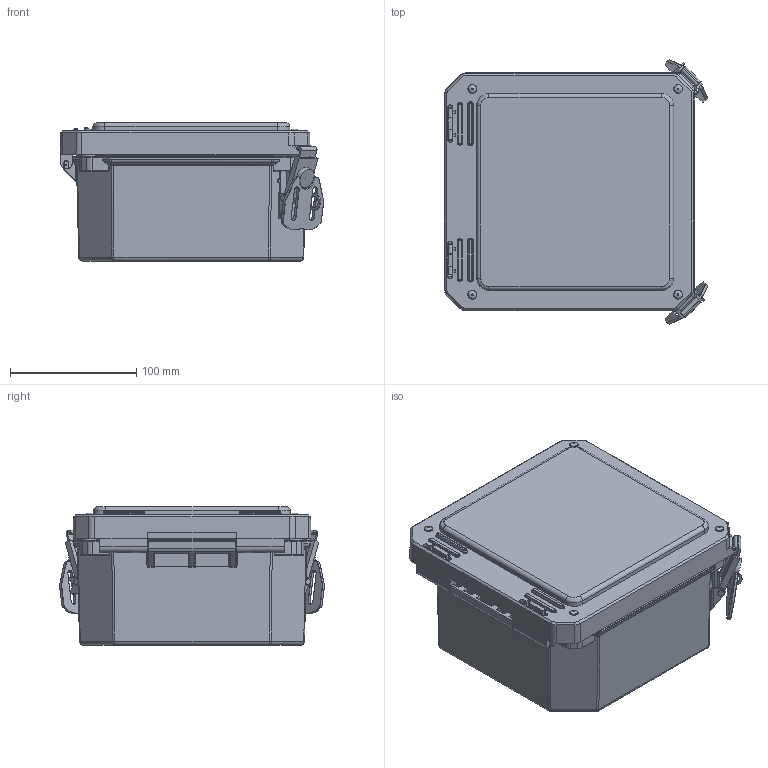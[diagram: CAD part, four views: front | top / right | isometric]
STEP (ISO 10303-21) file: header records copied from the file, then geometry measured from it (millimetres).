
FILE_DESCRIPTION(/* description */ (''),/* implementation_level */ '2;1');
FILE_NAME(/* name */ 'HW-60604CHTL.stp',/* time_stamp */ '2016-08-29T07:38:39-05:00',/* author */ ('pmescher'),/* organization */ (''),/* preprocessor_version */ 'ST-DEVELOPER v16.5',/* originating_system */ 'Autodesk Inventor 2017',/* authorisation */ '');
FILE_SCHEMA (('AUTOMOTIVE_DESIGN { 1 0 10303 214 3 1 1 }'));
Products named in the file (16): DS60604HLL_STP; DS060604BOX; BRASS INSERT-(; BRASS INSERT-(_1; BRASS INSERT-(_2; DS060604CVR; GA606; BRASS INSERT-(_3; DS COVER  BUSH; RMHINGAT40006-01; LOCKWT; part2; AT40007; part1; hinge; part3
Assembly tree (32 placements, depth 3):
  DS60604HLL_STP
    DS060604BOX
    BRASS INSERT-(  x4
    BRASS INSERT-(_1  x4
    BRASS INSERT-(_2  x4
    DS060604CVR
    GA606
    BRASS INSERT-(_3  x4
    DS COVER  BUSH  x4
    RMHINGAT40006-01  x2
    LOCKWT  x2
      part2
      AT40007
      part1
      hinge
      part3
Bounding box: 208.6 x 209.82 x 109.48 mm (x, y, z)
Volume: 633525.2 mm3; surface area: 343487.4 mm2
Topology: 35 solids, 35 shells, 2183 faces, 5276 edges, 3104 vertices
Faces by surface type: cylinder 851, plane 738, bspline 354, torus 168, cone 48, sphere 24
Full cylindrical faces by diameter (mm): 1.267 x4, 1.27 x2, 2.489 x4, 3.429 x4, 3.48 x2, 3.81 x4, 3.861 x8, 3.962 x16, 5.08 x4, 5.3 x4, 5.563 x2, 5.766 x2, 6.248 x16, 6.401 x4, 6.426 x4, 7.938 x2, 9.22 x2, 11.049 x2, 15.24 x2
Entity records: 74537 total; most frequent: CARTESIAN_POINT 30038, DIRECTION 9465, ORIENTED_EDGE 9030, EDGE_CURVE 4513, AXIS2_PLACEMENT_3D 3673, VERTEX_POINT 2707, LINE 2119, VECTOR 2119
